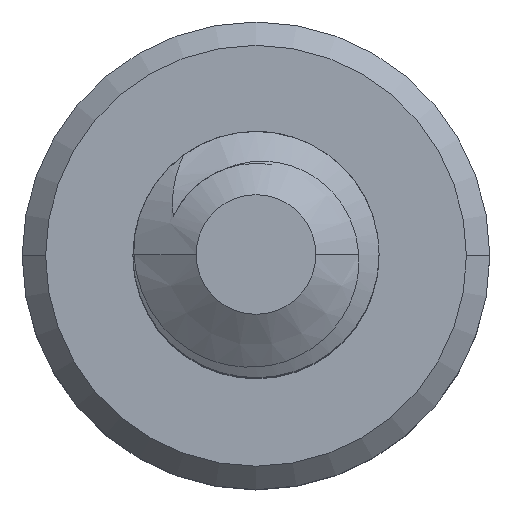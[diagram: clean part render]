
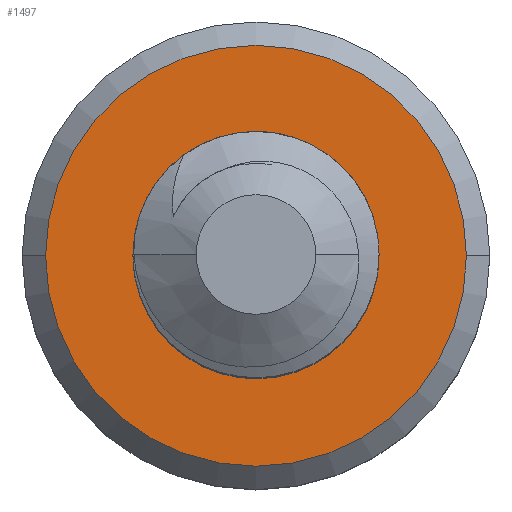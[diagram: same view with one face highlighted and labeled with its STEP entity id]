
A CAD part, top view. The second image highlights one B-rep face of the part: STEP entity #1497.
In plain terms, the highlighted planar face has unit normal (0, 0, 1).
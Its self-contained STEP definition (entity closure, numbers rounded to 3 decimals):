
#20=FACE_BOUND('',#383,.T.);
#23=PLANE('',#1616);
#216=B_SPLINE_CURVE_WITH_KNOTS('',3,(#3694,#3695,#3696,#3697,#3698,#3699,
#3700,#3701,#3702,#3703),.UNSPECIFIED.,.F.,.F.,(4,2,2,2,4),(0.,
0.001,0.001,0.002,0.002),
 .UNSPECIFIED.);
#218=B_SPLINE_CURVE_WITH_KNOTS('',3,(#4165,#4166,#4167,#4168,#4169,#4170,
#4171,#4172,#4173,#4174,#4175,#4176),.UNSPECIFIED.,.F.,.F.,(4,2,2,2,2,4),
(0.,0.,0.001,0.001,
0.002,0.002),.UNSPECIFIED.);
#295=FACE_OUTER_BOUND('',#382,.T.);
#382=EDGE_LOOP('',(#1356,#1357));
#383=EDGE_LOOP('',(#1358,#1359,#1360,#1361));
#555=CIRCLE('',#1529,1.71);
#563=CIRCLE('',#1571,1.);
#564=CIRCLE('',#1601,0.74);
#575=CIRCLE('',#1617,1.71);
#576=VERTEX_POINT('',#1931);
#577=VERTEX_POINT('',#1932);
#654=VERTEX_POINT('',#2633);
#656=VERTEX_POINT('',#2641);
#711=VERTEX_POINT('',#3693);
#712=VERTEX_POINT('',#4159);
#724=EDGE_CURVE('',#576,#577,#555,.T.);
#835=EDGE_CURVE('',#656,#654,#563,.T.);
#919=EDGE_CURVE('',#711,#654,#216,.T.);
#923=EDGE_CURVE('',#656,#712,#218,.T.);
#924=EDGE_CURVE('',#712,#711,#564,.T.);
#935=EDGE_CURVE('',#577,#576,#575,.T.);
#1356=ORIENTED_EDGE('',*,*,#935,.T.);
#1357=ORIENTED_EDGE('',*,*,#724,.T.);
#1358=ORIENTED_EDGE('',*,*,#835,.F.);
#1359=ORIENTED_EDGE('',*,*,#923,.T.);
#1360=ORIENTED_EDGE('',*,*,#924,.T.);
#1361=ORIENTED_EDGE('',*,*,#919,.T.);
#1497=ADVANCED_FACE('',(#295,#20),#23,.F.);
#1529=AXIS2_PLACEMENT_3D('',#1933,#1640,#1641);
#1571=AXIS2_PLACEMENT_3D('',#2647,#1763,#1764);
#1601=AXIS2_PLACEMENT_3D('',#4178,#1850,#1851);
#1616=AXIS2_PLACEMENT_3D('',#4198,#1880,#1881);
#1617=AXIS2_PLACEMENT_3D('',#4199,#1882,#1883);
#1640=DIRECTION('center_axis',(0.,0.,1.));
#1641=DIRECTION('ref_axis',(-1.,0.,0.));
#1763=DIRECTION('center_axis',(0.,0.,1.));
#1764=DIRECTION('ref_axis',(1.,0.,0.));
#1850=DIRECTION('center_axis',(0.,0.,-1.));
#1851=DIRECTION('ref_axis',(1.,0.,0.));
#1880=DIRECTION('center_axis',(0.,0.,-1.));
#1881=DIRECTION('ref_axis',(-1.,0.,0.));
#1882=DIRECTION('center_axis',(0.,0.,1.));
#1883=DIRECTION('ref_axis',(-1.,0.,0.));
#1931=CARTESIAN_POINT('',(1.71,0.,-6.));
#1932=CARTESIAN_POINT('',(-1.71,0.,-6.));
#1933=CARTESIAN_POINT('Origin',(0.,0.,-6.));
#2633=CARTESIAN_POINT('',(-0.701,0.714,-6.));
#2641=CARTESIAN_POINT('',(0.,1.,-6.));
#2647=CARTESIAN_POINT('Origin',(0.,0.,-6.));
#3693=CARTESIAN_POINT('',(0.,-0.74,-6.));
#3694=CARTESIAN_POINT('Ctrl Pts',(0.,-0.74,
-6.));
#3695=CARTESIAN_POINT('Ctrl Pts',(-0.173,-0.764,
-6.));
#3696=CARTESIAN_POINT('Ctrl Pts',(-0.349,-0.729,
-6.));
#3697=CARTESIAN_POINT('Ctrl Pts',(-0.651,-0.555,
-6.));
#3698=CARTESIAN_POINT('Ctrl Pts',(-0.768,-0.419,
-6.));
#3699=CARTESIAN_POINT('Ctrl Pts',(-0.911,-0.103,
-6.));
#3700=CARTESIAN_POINT('Ctrl Pts',(-0.936,0.075,
-6.));
#3701=CARTESIAN_POINT('Ctrl Pts',(-0.886,0.416,
-6.));
#3702=CARTESIAN_POINT('Ctrl Pts',(-0.811,0.578,-6.));
#3703=CARTESIAN_POINT('Ctrl Pts',(-0.701,0.714,
-6.));
#4159=CARTESIAN_POINT('',(0.519,-0.528,-6.));
#4165=CARTESIAN_POINT('Ctrl Pts',(0.,1.,-6.));
#4166=CARTESIAN_POINT('Ctrl Pts',(0.087,0.991,
-6.));
#4167=CARTESIAN_POINT('Ctrl Pts',(0.17,0.971,-6.));
#4168=CARTESIAN_POINT('Ctrl Pts',(0.331,0.908,-6.));
#4169=CARTESIAN_POINT('Ctrl Pts',(0.407,0.865,-6.));
#4170=CARTESIAN_POINT('Ctrl Pts',(0.613,0.708,-6.));
#4171=CARTESIAN_POINT('Ctrl Pts',(0.722,0.563,-6.));
#4172=CARTESIAN_POINT('Ctrl Pts',(0.843,0.241,-6.));
#4173=CARTESIAN_POINT('Ctrl Pts',(0.851,0.061,
-6.));
#4174=CARTESIAN_POINT('Ctrl Pts',(0.758,-0.275,
-6.));
#4175=CARTESIAN_POINT('Ctrl Pts',(0.66,-0.426,-6.));
#4176=CARTESIAN_POINT('Ctrl Pts',(0.519,-0.528,
-6.));
#4178=CARTESIAN_POINT('Origin',(0.,0.,-6.));
#4198=CARTESIAN_POINT('Origin',(0.,0.,-6.));
#4199=CARTESIAN_POINT('Origin',(0.,0.,-6.));
